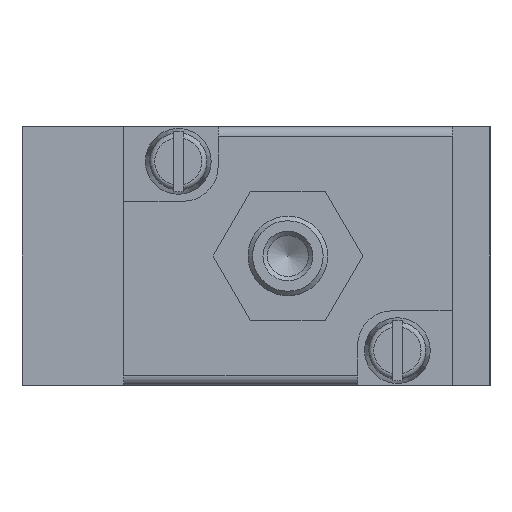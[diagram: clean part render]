
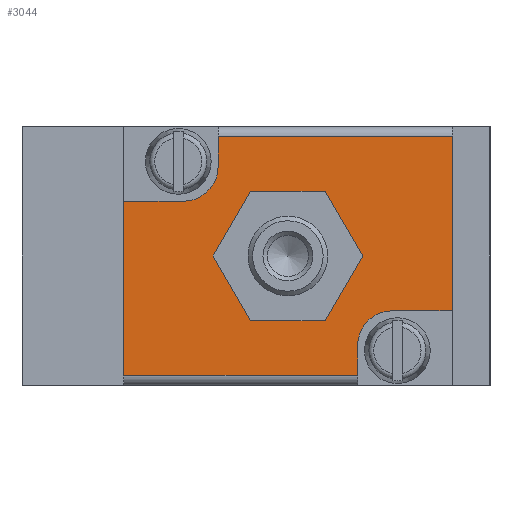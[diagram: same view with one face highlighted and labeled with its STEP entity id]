
A CAD part, left-side view. The second image highlights one B-rep face of the part: STEP entity #3044.
In plain terms, the highlighted planar face has unit normal (-1, 0, 0).
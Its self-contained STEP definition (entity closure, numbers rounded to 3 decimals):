
#136=CIRCLE('',#3253,3.5);
#137=CIRCLE('',#3254,3.5);
#271=ORIENTED_EDGE('',*,*,#1125,.F.);
#272=ORIENTED_EDGE('',*,*,#1126,.T.);
#273=ORIENTED_EDGE('',*,*,#1127,.T.);
#274=ORIENTED_EDGE('',*,*,#1128,.T.);
#275=ORIENTED_EDGE('',*,*,#1129,.F.);
#276=ORIENTED_EDGE('',*,*,#1130,.T.);
#277=ORIENTED_EDGE('',*,*,#1131,.T.);
#278=ORIENTED_EDGE('',*,*,#1132,.T.);
#279=ORIENTED_EDGE('',*,*,#1133,.T.);
#280=ORIENTED_EDGE('',*,*,#1134,.T.);
#281=ORIENTED_EDGE('',*,*,#1135,.F.);
#282=ORIENTED_EDGE('',*,*,#1136,.F.);
#283=ORIENTED_EDGE('',*,*,#1137,.F.);
#284=ORIENTED_EDGE('',*,*,#1138,.F.);
#285=ORIENTED_EDGE('',*,*,#1139,.F.);
#286=ORIENTED_EDGE('',*,*,#1140,.F.);
#1125=EDGE_CURVE('',#1552,#1553,#1859,.T.);
#1126=EDGE_CURVE('',#1552,#1554,#1860,.T.);
#1127=EDGE_CURVE('',#1554,#1555,#136,.T.);
#1128=EDGE_CURVE('',#1555,#1556,#1861,.T.);
#1129=EDGE_CURVE('',#1557,#1556,#1862,.T.);
#1130=EDGE_CURVE('',#1557,#1558,#1863,.T.);
#1131=EDGE_CURVE('',#1558,#1559,#1864,.T.);
#1132=EDGE_CURVE('',#1559,#1560,#137,.T.);
#1133=EDGE_CURVE('',#1560,#1561,#1865,.T.);
#1134=EDGE_CURVE('',#1561,#1553,#1866,.T.);
#1135=EDGE_CURVE('',#1562,#1563,#1867,.T.);
#1136=EDGE_CURVE('',#1564,#1562,#1868,.T.);
#1137=EDGE_CURVE('',#1565,#1564,#1869,.T.);
#1138=EDGE_CURVE('',#1566,#1565,#1870,.T.);
#1139=EDGE_CURVE('',#1567,#1566,#1871,.T.);
#1140=EDGE_CURVE('',#1563,#1567,#1872,.T.);
#1552=VERTEX_POINT('',#4504);
#1553=VERTEX_POINT('',#4505);
#1554=VERTEX_POINT('',#4507);
#1555=VERTEX_POINT('',#4509);
#1556=VERTEX_POINT('',#4511);
#1557=VERTEX_POINT('',#4513);
#1558=VERTEX_POINT('',#4515);
#1559=VERTEX_POINT('',#4517);
#1560=VERTEX_POINT('',#4519);
#1561=VERTEX_POINT('',#4521);
#1562=VERTEX_POINT('',#4524);
#1563=VERTEX_POINT('',#4525);
#1564=VERTEX_POINT('',#4527);
#1565=VERTEX_POINT('',#4529);
#1566=VERTEX_POINT('',#4531);
#1567=VERTEX_POINT('',#4533);
#1859=LINE('',#4503,#2119);
#1860=LINE('',#4506,#2120);
#1861=LINE('',#4510,#2121);
#1862=LINE('',#4512,#2122);
#1863=LINE('',#4514,#2123);
#1864=LINE('',#4516,#2124);
#1865=LINE('',#4520,#2125);
#1866=LINE('',#4522,#2126);
#1867=LINE('',#4523,#2127);
#1868=LINE('',#4526,#2128);
#1869=LINE('',#4528,#2129);
#1870=LINE('',#4530,#2130);
#1871=LINE('',#4532,#2131);
#1872=LINE('',#4534,#2132);
#2119=VECTOR('',#3585,1000.);
#2120=VECTOR('',#3586,1000.);
#2121=VECTOR('',#3589,1000.);
#2122=VECTOR('',#3590,1000.);
#2123=VECTOR('',#3591,1000.);
#2124=VECTOR('',#3592,1000.);
#2125=VECTOR('',#3595,1000.);
#2126=VECTOR('',#3596,1000.);
#2127=VECTOR('',#3597,1000.);
#2128=VECTOR('',#3598,1000.);
#2129=VECTOR('',#3599,1000.);
#2130=VECTOR('',#3600,1000.);
#2131=VECTOR('',#3601,1000.);
#2132=VECTOR('',#3602,1000.);
#2379=EDGE_LOOP('',(#271,#272,#273,#274,#275,#276,#277,#278,#279,#280));
#2380=EDGE_LOOP('',(#281,#282,#283,#284,#285,#286));
#2651=FACE_BOUND('',#2379,.T.);
#2652=FACE_BOUND('',#2380,.T.);
#2927=PLANE('',#3252);
#3044=ADVANCED_FACE('',(#2651,#2652),#2927,.F.);
#3252=AXIS2_PLACEMENT_3D('',#4502,#3583,#3584);
#3253=AXIS2_PLACEMENT_3D('',#4508,#3587,#3588);
#3254=AXIS2_PLACEMENT_3D('',#4518,#3593,#3594);
#3583=DIRECTION('',(1.,0.,0.));
#3584=DIRECTION('',(0.,0.,-1.));
#3585=DIRECTION('',(0.,-1.,0.));
#3586=DIRECTION('',(0.,0.,-1.));
#3587=DIRECTION('',(1.,0.,0.));
#3588=DIRECTION('',(0.,0.,-1.));
#3589=DIRECTION('',(0.,1.,0.));
#3590=DIRECTION('',(0.,0.,1.));
#3591=DIRECTION('',(0.,-1.,0.));
#3592=DIRECTION('',(0.,0.,1.));
#3593=DIRECTION('',(1.,0.,0.));
#3594=DIRECTION('',(0.,0.,-1.));
#3595=DIRECTION('',(0.,-1.,0.));
#3596=DIRECTION('',(0.,0.,1.));
#3597=DIRECTION('',(0.,1.,0.));
#3598=DIRECTION('',(0.,0.5,0.866));
#3599=DIRECTION('',(0.,-0.5,0.866));
#3600=DIRECTION('',(0.,-1.,0.));
#3601=DIRECTION('',(0.,-0.5,-0.866));
#3602=DIRECTION('',(0.,0.5,-0.866));
#4502=CARTESIAN_POINT('',(-79.5,36.8,-12.));
#4503=CARTESIAN_POINT('',(-79.5,36.8,12.));
#4504=CARTESIAN_POINT('',(-79.5,27.3,12.));
#4505=CARTESIAN_POINT('',(-79.5,3.8,12.));
#4506=CARTESIAN_POINT('',(-79.5,27.3,-12.));
#4507=CARTESIAN_POINT('',(-79.5,27.3,9.));
#4508=CARTESIAN_POINT('',(-79.5,30.8,9.));
#4509=CARTESIAN_POINT('',(-79.5,30.8,5.5));
#4510=CARTESIAN_POINT('',(-79.5,36.8,5.5));
#4511=CARTESIAN_POINT('',(-79.5,36.8,5.5));
#4512=CARTESIAN_POINT('',(-79.5,36.8,-12.));
#4513=CARTESIAN_POINT('',(-79.5,36.8,-12.));
#4514=CARTESIAN_POINT('',(-79.5,36.8,-12.));
#4515=CARTESIAN_POINT('',(-79.5,13.3,-12.));
#4516=CARTESIAN_POINT('',(-79.5,13.3,-12.));
#4517=CARTESIAN_POINT('',(-79.5,13.3,-9.));
#4518=CARTESIAN_POINT('',(-79.5,9.8,-9.));
#4519=CARTESIAN_POINT('',(-79.5,9.8,-5.5));
#4520=CARTESIAN_POINT('',(-79.5,36.8,-5.5));
#4521=CARTESIAN_POINT('',(-79.5,3.8,-5.5));
#4522=CARTESIAN_POINT('',(-79.5,3.8,-12.));
#4523=CARTESIAN_POINT('',(-79.5,36.8,6.5));
#4524=CARTESIAN_POINT('',(-79.5,16.547,6.5));
#4525=CARTESIAN_POINT('',(-79.5,24.053,6.5));
#4526=CARTESIAN_POINT('',(-79.5,13.6,1.395));
#4527=CARTESIAN_POINT('',(-79.5,12.794,0.));
#4528=CARTESIAN_POINT('',(-79.5,23.992,-19.395));
#4529=CARTESIAN_POINT('',(-79.5,16.547,-6.5));
#4530=CARTESIAN_POINT('',(-79.5,36.8,-6.5));
#4531=CARTESIAN_POINT('',(-79.5,24.053,-6.5));
#4532=CARTESIAN_POINT('',(-79.5,24.858,-5.105));
#4533=CARTESIAN_POINT('',(-79.5,27.806,0.));
#4534=CARTESIAN_POINT('',(-79.5,35.25,-12.895));
